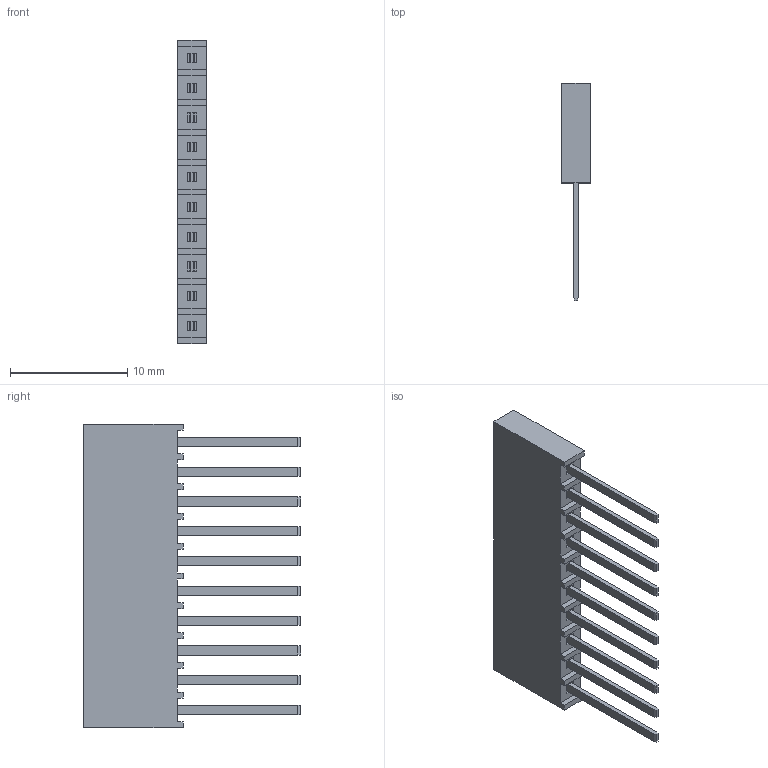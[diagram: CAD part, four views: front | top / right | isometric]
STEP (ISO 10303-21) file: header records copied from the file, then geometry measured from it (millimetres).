
FILE_DESCRIPTION(/* description */ (''),/* implementation_level */ '2;1');
FILE_NAME(/* name */ 'SSW-110-03-X-S_ipt_1553c81d.STEP',/* time_stamp */ '2024-05-28T16:08:12+01:00',/* author */ ('rlndo'),/* organization */ (''),/* preprocessor_version */ 'ST-DEVELOPER v16.13',/* originating_system */ 'Autodesk Inventor 2018',/* authorisation */ '');
FILE_SCHEMA (('AUTOMOTIVE_DESIGN { 1 0 10303 214 3 1 1 }'));
Length unit declared in the file: millimetre
Products named in the file (1): SSW-110-03-X-S
Bounding box: 2.41 x 18.52 x 25.91 mm (x, y, z)
Volume: 490.6 mm3; surface area: 1106.4 mm2
Topology: 1 solids, 1 shells, 286 faces, 712 edges, 448 vertices
Faces by surface type: plane 286
Entity records: 8262 total; most frequent: CARTESIAN_POINT 1447, ORIENTED_EDGE 1424, DIRECTION 1286, LINE 712, VECTOR 712, EDGE_CURVE 712, VERTEX_POINT 448, EDGE_LOOP 306
